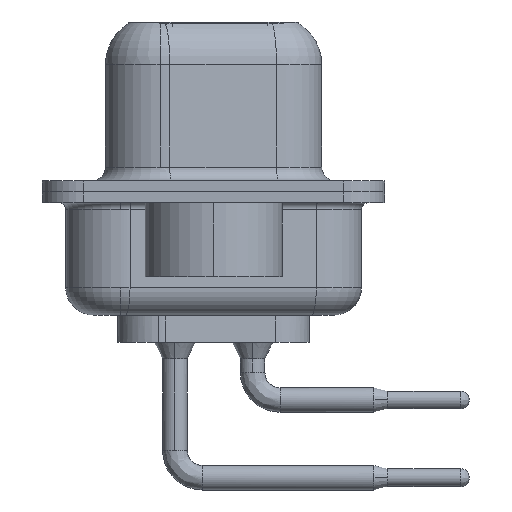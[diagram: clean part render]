
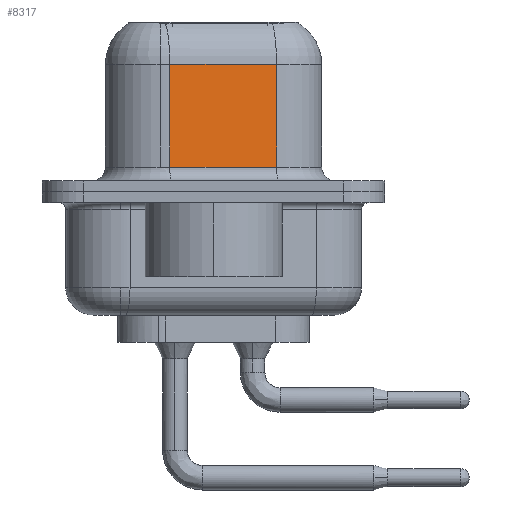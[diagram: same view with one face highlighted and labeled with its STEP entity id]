
A CAD part, left-side view. The second image highlights one B-rep face of the part: STEP entity #8317.
In plain terms, the highlighted planar face has unit normal (-0.985, -0.174, 0).
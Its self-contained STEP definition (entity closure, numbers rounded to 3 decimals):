
#376 = DIRECTION ( 'NONE',  ( -0.174, 0.985, 0. ) ) ;
#462 = CARTESIAN_POINT ( 'NONE',  ( 4.38, 1.603, 4.65 ) ) ;
#1744 = LINE ( 'NONE', #14572, #11228 ) ;
#2511 = VECTOR ( 'NONE', #5694, 1000. ) ;
#2866 = PLANE ( 'NONE',  #8425 ) ;
#3769 = ORIENTED_EDGE ( 'NONE', *, *, #15261, .T. ) ;
#4084 = EDGE_CURVE ( 'NONE', #14077, #5989, #1744, .T. ) ;
#4358 = DIRECTION ( 'NONE',  ( 0., 0., -1. ) ) ;
#4951 = EDGE_CURVE ( 'NONE', #9983, #14077, #14777, .T. ) ;
#5269 = VECTOR ( 'NONE', #4358, 1000. ) ;
#5415 = CARTESIAN_POINT ( 'NONE',  ( 4.38, 1.603, 6.4 ) ) ;
#5694 = DIRECTION ( 'NONE',  ( -0.174, 0.985, 0. ) ) ;
#5989 = VERTEX_POINT ( 'NONE', #11380 ) ;
#6153 = ORIENTED_EDGE ( 'NONE', *, *, #4084, .T. ) ;
#6435 = LINE ( 'NONE', #8719, #9380 ) ;
#7933 = DIRECTION ( 'NONE',  ( 0.985, 0.174, 0. ) ) ;
#8165 = ORIENTED_EDGE ( 'NONE', *, *, #15500, .F. ) ;
#8317 = ADVANCED_FACE ( 'NONE', ( #13975 ), #2866, .F. ) ;
#8425 = AXIS2_PLACEMENT_3D ( 'NONE', #14909, #7933, #376 ) ;
#8719 = CARTESIAN_POINT ( 'NONE',  ( 5.068, -2.297, 6.4 ) ) ;
#9348 = CARTESIAN_POINT ( 'NONE',  ( 5.068, -2.297, 4.65 ) ) ;
#9380 = VECTOR ( 'NONE', #15653, 1000. ) ;
#9983 = VERTEX_POINT ( 'NONE', #462 ) ;
#10406 = DIRECTION ( 'NONE',  ( 0.174, -0.985, 0. ) ) ;
#10775 = CARTESIAN_POINT ( 'NONE',  ( 4.38, 1.603, 0.9 ) ) ;
#11228 = VECTOR ( 'NONE', #10406, 1000. ) ;
#11380 = CARTESIAN_POINT ( 'NONE',  ( 5.068, -2.297, 0.9 ) ) ;
#12274 = ORIENTED_EDGE ( 'NONE', *, *, #4951, .T. ) ;
#13635 = EDGE_LOOP ( 'NONE', ( #8165, #3769, #12274, #6153 ) ) ;
#13975 = FACE_OUTER_BOUND ( 'NONE', #13635, .T. ) ;
#14077 = VERTEX_POINT ( 'NONE', #10775 ) ;
#14546 = VERTEX_POINT ( 'NONE', #9348 ) ;
#14572 = CARTESIAN_POINT ( 'NONE',  ( 5.068, -2.297, 0.9 ) ) ;
#14777 = LINE ( 'NONE', #5415, #5269 ) ;
#14909 = CARTESIAN_POINT ( 'NONE',  ( 5.068, -2.297, 6.4 ) ) ;
#14952 = LINE ( 'NONE', #15214, #2511 ) ;
#15214 = CARTESIAN_POINT ( 'NONE',  ( 5.068, -2.297, 4.65 ) ) ;
#15261 = EDGE_CURVE ( 'NONE', #14546, #9983, #14952, .T. ) ;
#15500 = EDGE_CURVE ( 'NONE', #14546, #5989, #6435, .T. ) ;
#15653 = DIRECTION ( 'NONE',  ( 0., 0., -1. ) ) ;
